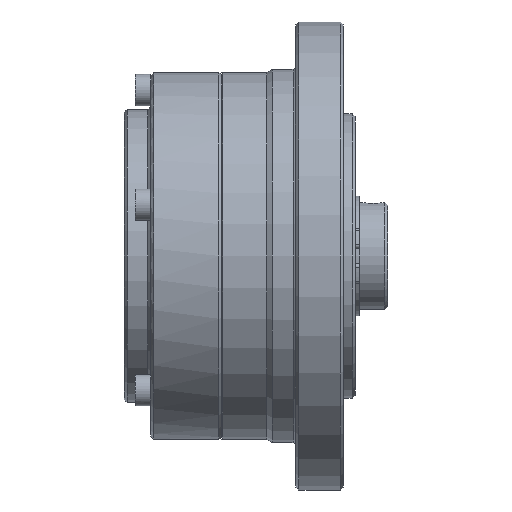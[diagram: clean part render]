
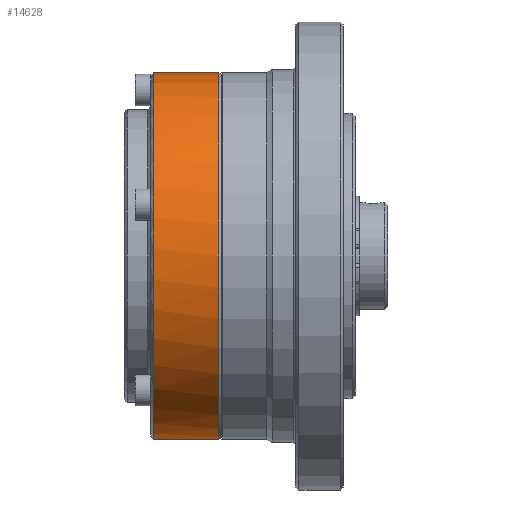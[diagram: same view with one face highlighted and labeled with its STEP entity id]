
A CAD part, front view. The second image highlights one B-rep face of the part: STEP entity #14628.
In plain terms, the highlighted cylindrical face has radius 31 mm (diameter 62 mm), a full revolution.
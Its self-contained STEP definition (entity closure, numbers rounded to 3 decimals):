
#2326 = VERTEX_POINT ( 'NONE', #2333 ) ;
#2330 = VERTEX_POINT ( 'NONE', #2580 ) ;
#2333 = CARTESIAN_POINT ( 'NONE',  ( 18.806, 0., -31. ) ) ;
#2580 = CARTESIAN_POINT ( 'NONE',  ( 7.806, 0., 31. ) ) ;
#10855 = DIRECTION ( 'NONE',  ( 0., 0., 1. ) ) ;
#10856 = DIRECTION ( 'NONE',  ( 1., 0., 0. ) ) ;
#10857 = CARTESIAN_POINT ( 'NONE',  ( 7.806, 0., 0. ) ) ;
#10858 = AXIS2_PLACEMENT_3D ( 'NONE', #10857, #10856, #10855 ) ;
#10859 = CIRCLE ( 'NONE', #10858, 31. ) ;
#10936 = DIRECTION ( 'NONE',  ( 0., 0., 1. ) ) ;
#10938 = CARTESIAN_POINT ( 'NONE',  ( -43.232, 0., 0. ) ) ;
#10946 = FACE_OUTER_BOUND ( 'NONE', #14624, .T. ) ;
#10947 = DIRECTION ( 'NONE',  ( 0., 0., -1. ) ) ;
#10948 = DIRECTION ( 'NONE',  ( -1., 0., 0. ) ) ;
#10949 = CARTESIAN_POINT ( 'NONE',  ( 18.806, 0., 0. ) ) ;
#10950 = AXIS2_PLACEMENT_3D ( 'NONE', #10949, #10948, #10947 ) ;
#10951 = CIRCLE ( 'NONE', #10950, 31. ) ;
#10954 = DIRECTION ( 'NONE',  ( -1., 0., 0. ) ) ;
#10955 = FACE_OUTER_BOUND ( 'NONE', #14640, .T. ) ;
#10990 = AXIS2_PLACEMENT_3D ( 'NONE', #10938, #10954, #10936 ) ;
#10993 = CYLINDRICAL_SURFACE ( 'NONE', #10990, 31. ) ;
#14617 = ORIENTED_EDGE ( 'NONE', *, *, #14637, .T. ) ;
#14623 = ORIENTED_EDGE ( 'NONE', *, *, #14626, .T. ) ;
#14624 = EDGE_LOOP ( 'NONE', ( #14617 ) ) ;
#14626 = EDGE_CURVE ( 'NONE', #2326, #2326, #10951, .T. ) ;
#14628 = ADVANCED_FACE ( 'NONE', ( #10955, #10946 ), #10993, .T. ) ;
#14637 = EDGE_CURVE ( 'NONE', #2330, #2330, #10859, .T. ) ;
#14640 = EDGE_LOOP ( 'NONE', ( #14623 ) ) ;
